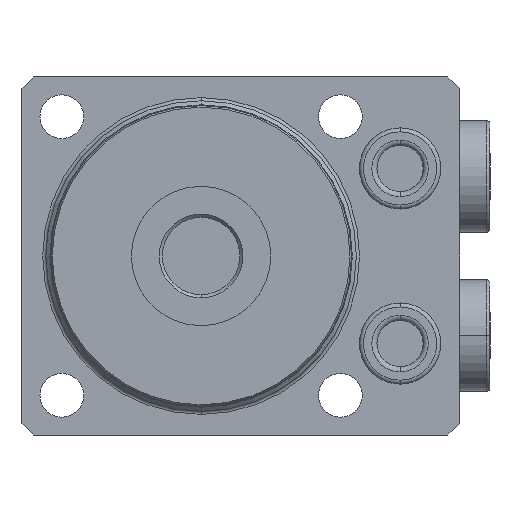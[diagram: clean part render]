
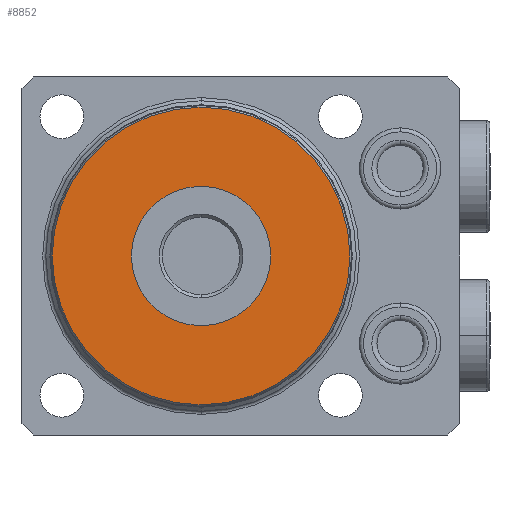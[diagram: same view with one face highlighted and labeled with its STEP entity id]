
A CAD part, front view. The second image highlights one B-rep face of the part: STEP entity #8852.
In plain terms, the highlighted planar face has unit normal (0, -1, 0).
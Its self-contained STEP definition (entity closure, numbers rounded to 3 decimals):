
#135 = DIRECTION ( 'NONE',  ( 0., 0., -1. ) ) ;
#136 = DIRECTION ( 'NONE',  ( 0., -1., 0. ) ) ;
#137 = CARTESIAN_POINT ( 'NONE',  ( 0., -82.5, 0. ) ) ;
#1221 = EDGE_CURVE ( 'NONE', #7373, #7144, #2344, .T. ) ;
#1468 = EDGE_CURVE ( 'NONE', #7144, #7373, #5262, .T. ) ;
#1469 = EDGE_CURVE ( 'NONE', #7157, #7805, #5260, .T. ) ;
#1551 = EDGE_CURVE ( 'NONE', #7805, #7157, #5124, .T. ) ;
#2005 = FACE_BOUND ( 'NONE', #6996, .T. ) ;
#2011 = FACE_OUTER_BOUND ( 'NONE', #6999, .T. ) ;
#2344 = CIRCLE ( 'NONE', #10054, 8.75 ) ;
#4823 = ORIENTED_EDGE ( 'NONE', *, *, #1468, .F. ) ;
#4824 = ORIENTED_EDGE ( 'NONE', *, *, #1221, .F. ) ;
#4825 = ORIENTED_EDGE ( 'NONE', *, *, #1551, .F. ) ;
#4826 = ORIENTED_EDGE ( 'NONE', *, *, #1469, .F. ) ;
#5124 = CIRCLE ( 'NONE', #9882, 18.7 ) ;
#5260 = CIRCLE ( 'NONE', #9935, 18.7 ) ;
#5262 = CIRCLE ( 'NONE', #9936, 8.75 ) ;
#5759 = DIRECTION ( 'NONE',  ( 0., 0., 1. ) ) ;
#5761 = DIRECTION ( 'NONE',  ( 0., 1., 0. ) ) ;
#5764 = CARTESIAN_POINT ( 'NONE',  ( 0., -82.5, 0. ) ) ;
#5769 = DIRECTION ( 'NONE',  ( 0., 0., -1. ) ) ;
#5770 = DIRECTION ( 'NONE',  ( 0., -1., 0. ) ) ;
#5772 = CARTESIAN_POINT ( 'NONE',  ( 0., -82.5, 0. ) ) ;
#5831 = DIRECTION ( 'NONE',  ( 0., 0., -1. ) ) ;
#5832 = DIRECTION ( 'NONE',  ( 0., -1., 0. ) ) ;
#5836 = PLANE ( 'NONE',  #9735 ) ;
#5846 = CARTESIAN_POINT ( 'NONE',  ( 0., -82.5, 0. ) ) ;
#6152 = CARTESIAN_POINT ( 'NONE',  ( 0., -82.5, 18.7 ) ) ;
#6996 = EDGE_LOOP ( 'NONE', ( #4823, #4824 ) ) ;
#6999 = EDGE_LOOP ( 'NONE', ( #4825, #4826 ) ) ;
#7144 = VERTEX_POINT ( 'NONE', #8306 ) ;
#7157 = VERTEX_POINT ( 'NONE', #8292 ) ;
#7373 = VERTEX_POINT ( 'NONE', #8088 ) ;
#7805 = VERTEX_POINT ( 'NONE', #6152 ) ;
#8088 = CARTESIAN_POINT ( 'NONE',  ( 0., -82.5, 8.75 ) ) ;
#8292 = CARTESIAN_POINT ( 'NONE',  ( 0., -82.5, -18.7 ) ) ;
#8306 = CARTESIAN_POINT ( 'NONE',  ( 0., -82.5, -8.75 ) ) ;
#8727 = DIRECTION ( 'NONE',  ( 0., 0., 1. ) ) ;
#8729 = DIRECTION ( 'NONE',  ( 0., 1., 0. ) ) ;
#8730 = CARTESIAN_POINT ( 'NONE',  ( 0., -82.5, 0. ) ) ;
#8852 = ADVANCED_FACE ( 'NONE', ( #2005, #2011 ), #5836, .T. ) ;
#9735 = AXIS2_PLACEMENT_3D ( 'NONE', #5846, #5832, #5831 ) ;
#9882 = AXIS2_PLACEMENT_3D ( 'NONE', #8730, #8729, #8727 ) ;
#9935 = AXIS2_PLACEMENT_3D ( 'NONE', #5764, #5761, #5759 ) ;
#9936 = AXIS2_PLACEMENT_3D ( 'NONE', #5772, #5770, #5769 ) ;
#10054 = AXIS2_PLACEMENT_3D ( 'NONE', #137, #136, #135 ) ;
